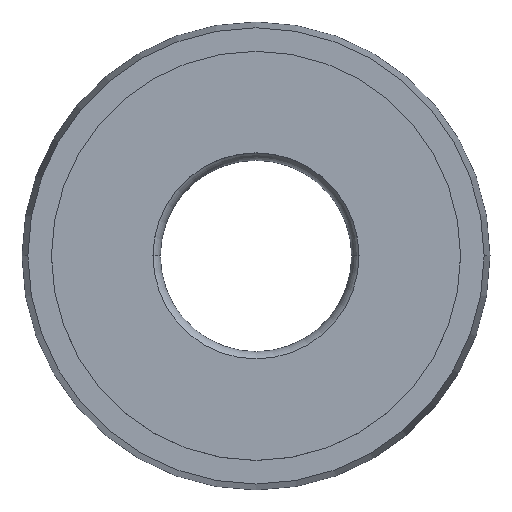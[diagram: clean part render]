
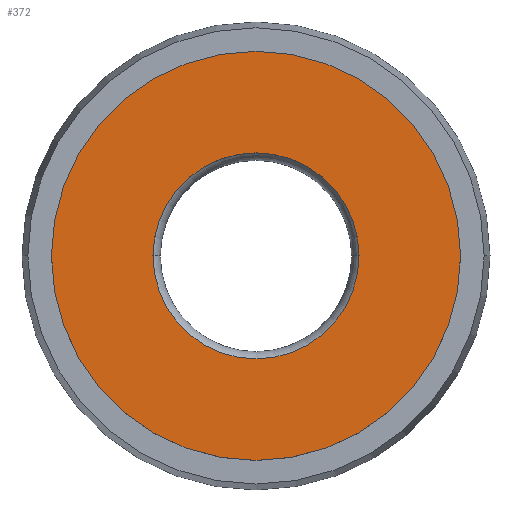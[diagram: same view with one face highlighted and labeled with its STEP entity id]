
A CAD part, top view. The second image highlights one B-rep face of the part: STEP entity #372.
In plain terms, the highlighted planar face has unit normal (0, 0, 1).
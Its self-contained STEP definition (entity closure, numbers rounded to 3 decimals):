
#18 = DIRECTION ( 'NONE',  ( -1., 0., 0. ) ) ;
#25 = FACE_OUTER_BOUND ( 'NONE', #124, .T. ) ;
#32 = AXIS2_PLACEMENT_3D ( 'NONE', #168, #277, #18 ) ;
#53 = CARTESIAN_POINT ( 'NONE',  ( -6.95, 0., 0. ) ) ;
#55 = ORIENTED_EDGE ( 'NONE', *, *, #349, .T. ) ;
#61 = CARTESIAN_POINT ( 'NONE',  ( 0., 0., 0. ) ) ;
#78 = CIRCLE ( 'NONE', #267, 6.95 ) ;
#113 = VERTEX_POINT ( 'NONE', #53 ) ;
#118 = FACE_BOUND ( 'NONE', #634, .T. ) ;
#124 = EDGE_LOOP ( 'NONE', ( #153, #55 ) ) ;
#132 = EDGE_CURVE ( 'NONE', #508, #482, #481, .T. ) ;
#134 = DIRECTION ( 'NONE',  ( 0., 0., 1. ) ) ;
#153 = ORIENTED_EDGE ( 'NONE', *, *, #166, .T. ) ;
#166 = EDGE_CURVE ( 'NONE', #387, #113, #78, .T. ) ;
#168 = CARTESIAN_POINT ( 'NONE',  ( 0., 0., 0. ) ) ;
#190 = ORIENTED_EDGE ( 'NONE', *, *, #517, .F. ) ;
#266 = DIRECTION ( 'NONE',  ( 1., 0., 0. ) ) ;
#267 = AXIS2_PLACEMENT_3D ( 'NONE', #61, #365, #266 ) ;
#277 = DIRECTION ( 'NONE',  ( 0., 0., -1. ) ) ;
#315 = AXIS2_PLACEMENT_3D ( 'NONE', #332, #134, #509 ) ;
#332 = CARTESIAN_POINT ( 'NONE',  ( 0., 0., 0. ) ) ;
#349 = EDGE_CURVE ( 'NONE', #113, #387, #628, .T. ) ;
#358 = DIRECTION ( 'NONE',  ( 1., 0., 0. ) ) ;
#365 = DIRECTION ( 'NONE',  ( 0., 0., 1. ) ) ;
#372 = ADVANCED_FACE ( 'NONE', ( #118, #25 ), #414, .F. ) ;
#379 = CARTESIAN_POINT ( 'NONE',  ( 0., 0., 0. ) ) ;
#387 = VERTEX_POINT ( 'NONE', #510 ) ;
#414 = PLANE ( 'NONE',  #32 ) ;
#420 = CARTESIAN_POINT ( 'NONE',  ( -3.5, 0., 0. ) ) ;
#481 = CIRCLE ( 'NONE', #531, 3.5 ) ;
#482 = VERTEX_POINT ( 'NONE', #420 ) ;
#489 = CIRCLE ( 'NONE', #552, 3.5 ) ;
#493 = CARTESIAN_POINT ( 'NONE',  ( 0., 0., 0. ) ) ;
#508 = VERTEX_POINT ( 'NONE', #568 ) ;
#509 = DIRECTION ( 'NONE',  ( 1., 0., 0. ) ) ;
#510 = CARTESIAN_POINT ( 'NONE',  ( 6.95, 0., 0. ) ) ;
#517 = EDGE_CURVE ( 'NONE', #482, #508, #489, .T. ) ;
#531 = AXIS2_PLACEMENT_3D ( 'NONE', #493, #643, #358 ) ;
#552 = AXIS2_PLACEMENT_3D ( 'NONE', #379, #620, #631 ) ;
#562 = ORIENTED_EDGE ( 'NONE', *, *, #132, .F. ) ;
#568 = CARTESIAN_POINT ( 'NONE',  ( 3.5, 0., 0. ) ) ;
#620 = DIRECTION ( 'NONE',  ( 0., 0., 1. ) ) ;
#628 = CIRCLE ( 'NONE', #315, 6.95 ) ;
#631 = DIRECTION ( 'NONE',  ( 1., 0., 0. ) ) ;
#634 = EDGE_LOOP ( 'NONE', ( #562, #190 ) ) ;
#643 = DIRECTION ( 'NONE',  ( 0., 0., 1. ) ) ;
